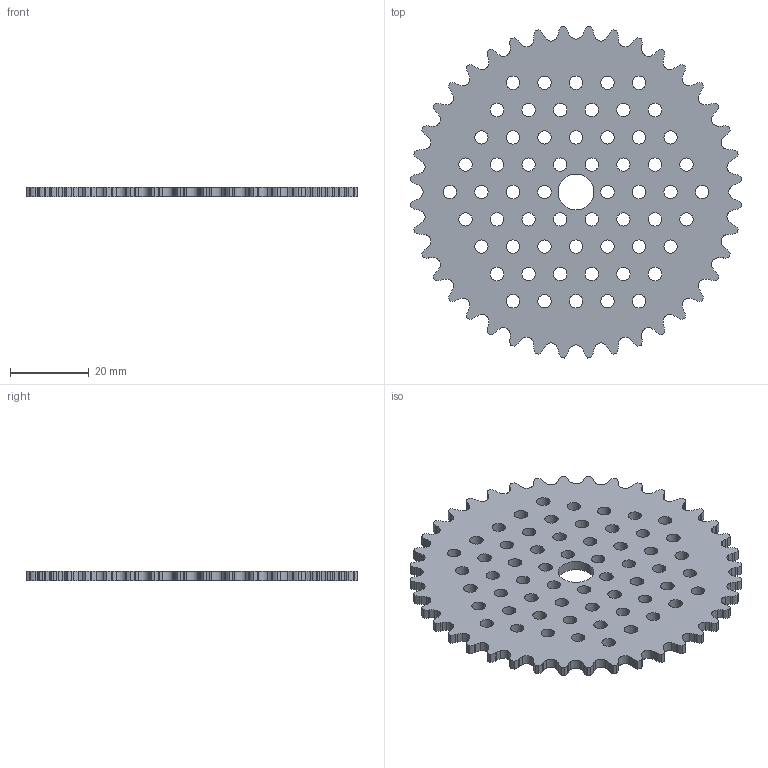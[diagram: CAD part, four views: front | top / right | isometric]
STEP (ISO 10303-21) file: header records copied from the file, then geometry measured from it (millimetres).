
FILE_DESCRIPTION (( 'STEP AP214' ), '1' );
FILE_NAME ('REV-41-1723 Sprocket, #25, 40T.STEP', '2019-06-19T14:53:56', ( '' ), ( '' ), 'SwSTEP 2.0', 'SolidWorks 2018', '' );
FILE_SCHEMA (( 'AUTOMOTIVE_DESIGN' ));
Length unit declared in the file: inch
Products named in the file (1): REV-41-1723 Sprocket, #25, 40T
Bounding box: 84.19 x 84.19 x 2.5 mm (x, y, z)
Volume: 11212.5 mm3; surface area: 11662.6 mm2
Topology: 1 solids, 1 shells, 465 faces, 1389 edges, 926 vertices
Faces by surface type: cylinder 383, plane 82
Entity records: 16353 total; most frequent: DIRECTION 3087, CARTESIAN_POINT 2781, ORIENTED_EDGE 2778, EDGE_CURVE 1389, AXIS2_PLACEMENT_3D 1232, VERTEX_POINT 926, CIRCLE 766, VECTOR 623
